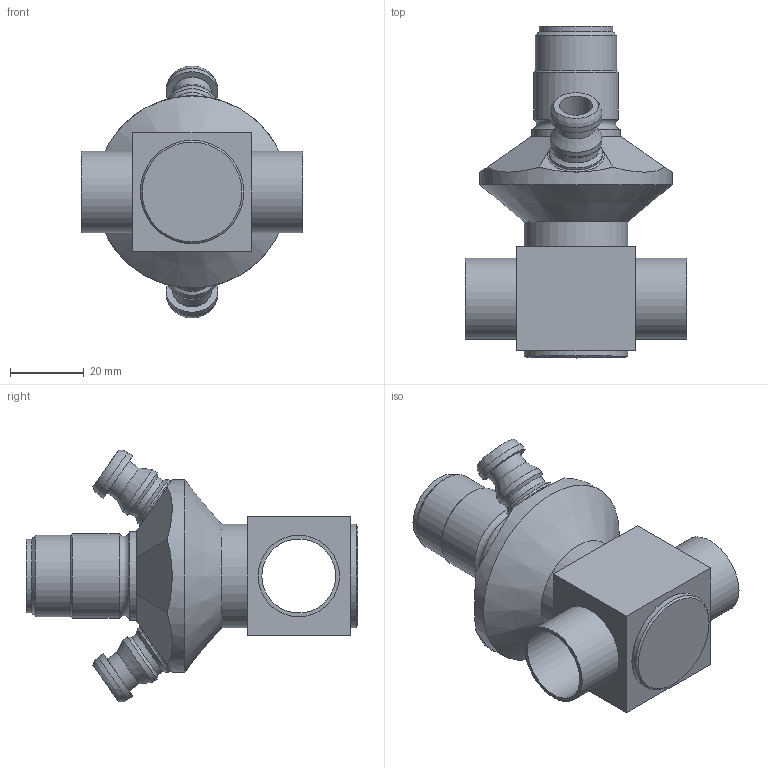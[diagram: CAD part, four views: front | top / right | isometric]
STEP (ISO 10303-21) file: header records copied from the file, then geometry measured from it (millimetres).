
FILE_DESCRIPTION(/* description */ ('This is a sample STEP configuration'),/* implementation_level */ '2;1');
FILE_NAME(/* name */ '850028.stp',/* time_stamp */ '2021-11-04T11:02:23+01:00',/* author */ ('powerJobs'),/* organization */ ('coolOrange'),/* preprocessor_version */ 'ST-DEVELOPER v18.1',/* originating_system */ 'Autodesk Inventor 2022',/* authorisation */ '');
FILE_SCHEMA (('AUTOMOTIVE_DESIGN { 1 0 10303 214 3 1 1 }'));
Length unit declared in the file: millimetre
Products named in the file (1): 850028
Bounding box: 60 x 89.8 x 68.18 mm (x, y, z)
Volume: 69690.4 mm3; surface area: 26870.7 mm2
Topology: 2 solids, 2 shells, 81 faces, 157 edges, 96 vertices
Faces by surface type: cylinder 33, plane 30, cone 13, torus 3, bspline 2
Full cylindrical faces by diameter (mm): 9 x2, 10.5 x2, 12.5 x2, 14 x4, 14.5 x2, 18.037 x1, 18.1 x1, 20 x2, 20.5 x2, 21 x1, 22 x5, 23 x1, 24 x1, 28 x2, 52 x1
Entity records: 2350 total; most frequent: CARTESIAN_POINT 496, DIRECTION 394, ORIENTED_EDGE 314, AXIS2_PLACEMENT_3D 162, EDGE_CURVE 157, EDGE_LOOP 101, VERTEX_POINT 96, FACE_OUTER_BOUND 81
